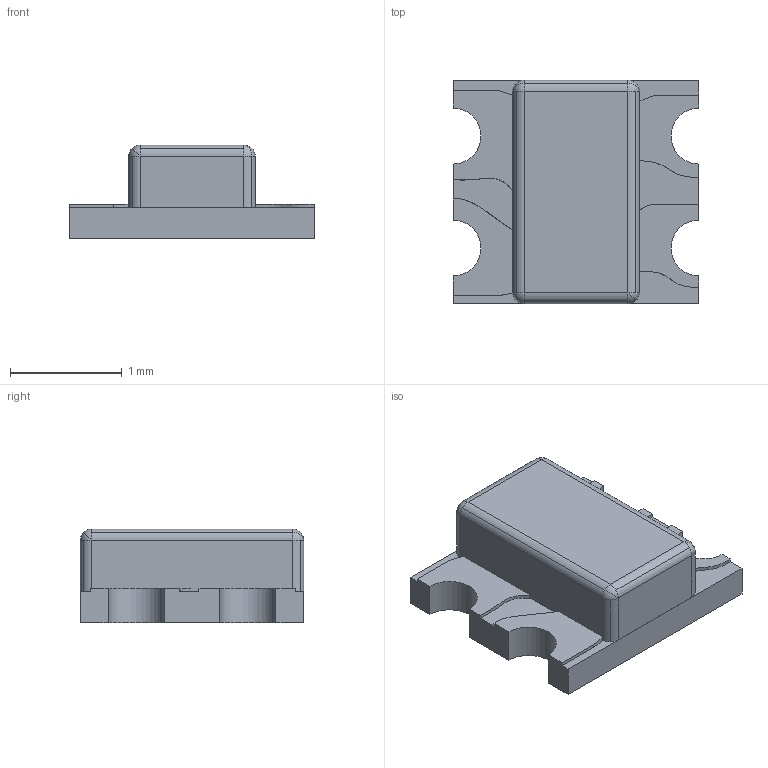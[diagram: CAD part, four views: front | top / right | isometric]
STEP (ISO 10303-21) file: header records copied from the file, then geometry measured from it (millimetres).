
FILE_DESCRIPTION(('HOOPS Exchange Step'),'2;1');
FILE_NAME('temp_export','2023-05-08T19:00:02+17:00',('kevinsanto'),('Shapr3D Limited'),'HOOPS Exchange 2022.1','Shapr3D','Authorized');
FILE_SCHEMA( ('AUTOMOTIVE_DESIGN { 1 0 10303 214 1 1 1 1 }') );
Length unit declared in the file: millimetre
Products named in the file (3): ws2812c-2020 v2.step; ws2812c-2020 v2; root
Assembly tree (2 placements, depth 2):
  root
    ws2812c-2020 v2.step
    ws2812c-2020 v2
Bounding box: 2.2 x 2 x 0.84 mm (x, y, z)
Volume: 2.4 mm3; surface area: 18.9 mm2
Topology: 2 solids, 2 shells, 100 faces, 246 edges, 154 vertices
Faces by surface type: plane 63, cylinder 20, bspline 9, sphere 8
Entity records: 3406 total; most frequent: CARTESIAN_POINT 956, ORIENTED_EDGE 492, DIRECTION 460, EDGE_CURVE 246, VECTOR 184, LINE 184, VERTEX_POINT 154, AXIS2_PLACEMENT_3D 138
